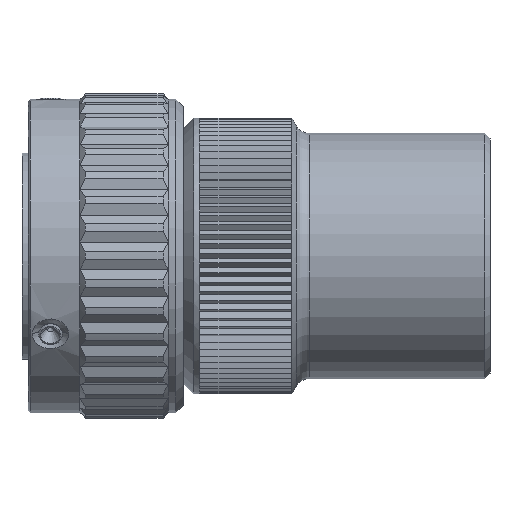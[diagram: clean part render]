
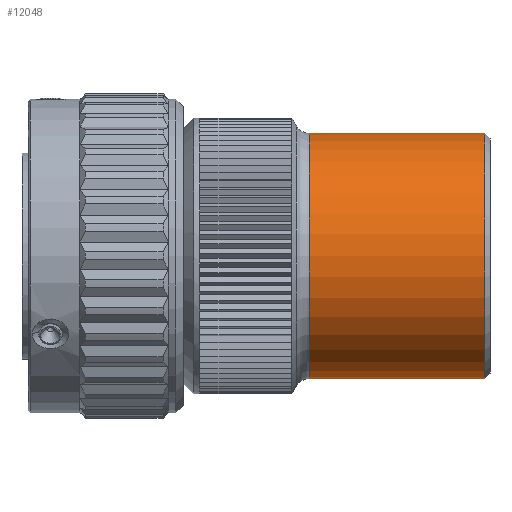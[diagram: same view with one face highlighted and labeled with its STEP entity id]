
A CAD part, top view. The second image highlights one B-rep face of the part: STEP entity #12048.
In plain terms, the highlighted cylindrical face has radius 12 mm (diameter 24 mm), a partial arc.
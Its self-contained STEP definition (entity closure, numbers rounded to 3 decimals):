
#81=CARTESIAN_POINT('',(29.5,0.,0.));
#82=DIRECTION('',(1.,0.,0.));
#83=DIRECTION('',(0.,1.,0.));
#84=AXIS2_PLACEMENT_3D('',#81,#82,#83);
#86=DIRECTION('',(-1.,0.,0.));
#87=VECTOR('',#86,17.168);
#88=CARTESIAN_POINT('',(29.5,12.,0.));
#89=LINE('889',#88,#87);
#90=DIRECTION('',(-1.,0.,0.));
#91=VECTOR('',#90,17.168);
#92=CARTESIAN_POINT('',(29.5,-12.,0.));
#93=LINE('890',#92,#91);
#114=CARTESIAN_POINT('',(12.332,0.,0.));
#115=DIRECTION('',(1.,0.,0.));
#116=DIRECTION('',(0.,1.,0.));
#117=AXIS2_PLACEMENT_3D('',#114,#115,#116);
#9715=CARTESIAN_POINT('',(29.5,12.,0.));
#9716=CARTESIAN_POINT('',(12.332,12.,0.));
#9717=VERTEX_POINT('',#9715);
#9718=VERTEX_POINT('',#9716);
#9719=CARTESIAN_POINT('',(29.5,-12.,0.));
#9720=CARTESIAN_POINT('',(12.332,-12.,0.));
#9721=VERTEX_POINT('',#9719);
#9722=VERTEX_POINT('',#9720);
#12034=CARTESIAN_POINT('',(-1.5,0.,0.));
#12035=DIRECTION('',(1.,0.,0.));
#12036=DIRECTION('',(0.,-1.,0.));
#12037=AXIS2_PLACEMENT_3D('',#12034,#12035,#12036);
#12038=CYLINDRICAL_SURFACE('246',#12037,12.);
#12040=ORIENTED_EDGE('889',*,*,#12039,.F.);
#12041=ORIENTED_EDGE('928',*,*,#12022,.T.);
#12043=ORIENTED_EDGE('890',*,*,#12042,.T.);
#12045=ORIENTED_EDGE('921',*,*,#12044,.F.);
#12046=EDGE_LOOP('246',(#12040,#12041,#12043,#12045));
#12047=FACE_OUTER_BOUND('246',#12046,.F.);
#85=CIRCLE('928',#84,12.);
#118=CIRCLE('921',#117,12.);
#12022=EDGE_CURVE('928',#9717,#9721,#85,.T.);
#12039=EDGE_CURVE('889',#9717,#9718,#89,.T.);
#12042=EDGE_CURVE('890',#9721,#9722,#93,.T.);
#12044=EDGE_CURVE('921',#9718,#9722,#118,.T.);
#12048=ADVANCED_FACE('246',(#12047),#12038,.T.);
